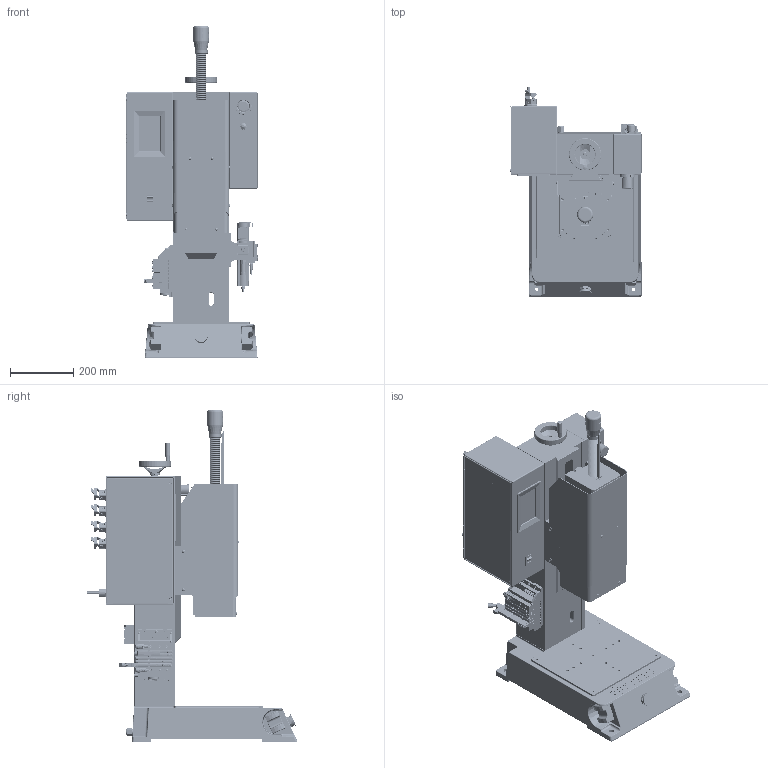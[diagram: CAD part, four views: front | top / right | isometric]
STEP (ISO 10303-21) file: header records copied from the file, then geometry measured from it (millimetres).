
FILE_DESCRIPTION(('', 'CAx-IF Rec.Pracs.---Representation and Presentation of Product Manufacturing Information (PMI)---4.0---2014-10-13'),'2;1');
FILE_NAME('VERTEX MINI - EMAIL.STP', '2023-06-01T18:33:25',(''), (''), 'Kubotek Kosmos Version 5.0.12905.12905', 'KeyCreator Pro', '');
FILE_SCHEMA(('AP242_MANAGED_MODEL_BASED_3D_ENGINEERING_MIM_LF { 1 0 10303 442 4 1 4 }'));
Length unit declared in the file: inch
Bounding box: 416.47 x 664.33 x 1046.68 mm (x, y, z)
Volume: 23766076.6 mm3; surface area: 4589204.2 mm2
Topology: 159 solids, 237 shells, 14344 faces, 36550 edges, 23553 vertices
Faces by surface type: plane 7614, cylinder 3518, cone 1940, bspline 611, torus 485, sphere 176
Full cylindrical faces by diameter (mm): 0.75 x2, 0.95 x4, 1 x29, 1.05 x4, 1.1 x4, 1.4 x1, 1.5 x1, 1.713 x8, 2 x3, 2.156 x2, 2.3 x14, 2.362 x32, 2.387 x4, 2.4 x1, 2.459 x4, 2.5 x7, 2.6 x10, 2.65 x1, 2.7 x4, 2.8 x3, 2.845 x9, 2.887 x4, 3 x28, 3.05 x1, 3.1 x1, 3.175 x2, 3.2 x14, 3.242 x3, 3.3 x2, 3.4 x1
Entity records: 592189 total; most frequent: CARTESIAN_POINT 156538, ORIENTED_EDGE 72731, DIRECTION 71559, GENERAL_PROPERTY 47634, EDGE_CURVE 36410, AXIS2_PLACEMENT_3D 24480, VERTEX_POINT 23417, VECTOR 22599
